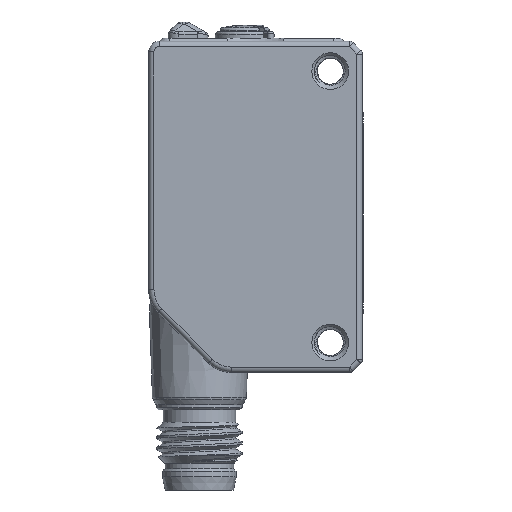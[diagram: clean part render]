
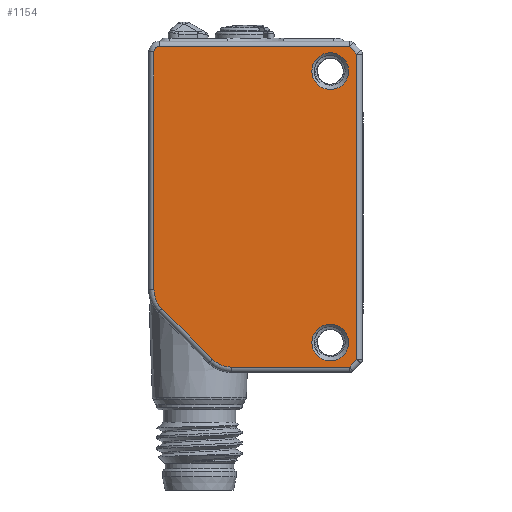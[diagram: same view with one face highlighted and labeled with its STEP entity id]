
A CAD part, left-side view. The second image highlights one B-rep face of the part: STEP entity #1154.
In plain terms, the highlighted planar face has unit normal (-1, 0, 0).
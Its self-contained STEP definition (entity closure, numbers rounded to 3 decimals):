
#411=FACE_BOUND('',#2834,.T.);
#412=FACE_BOUND('',#2835,.T.);
#413=FACE_BOUND('',#2836,.T.);
#656=PLANE('',#12589);
#1154=ADVANCED_FACE('',(#411,#412,#413),#656,.F.);
#2834=EDGE_LOOP('',(#6761,#6762,#6763,#6764,#6765,#6766,#6767,#6768,#6769,
#6770));
#2835=EDGE_LOOP('',(#6771));
#2836=EDGE_LOOP('',(#6772));
#3695=CIRCLE('',#12586,0.5);
#3696=CIRCLE('',#12587,1.72);
#3697=CIRCLE('',#12588,1.72);
#4312=LINE('',#19057,#5086);
#4313=LINE('',#19059,#5087);
#4314=LINE('',#19061,#5088);
#4316=LINE('',#19064,#5090);
#4317=LINE('',#19070,#5091);
#4372=LINE('',#19322,#5148);
#4373=LINE('',#19326,#5149);
#5086=VECTOR('',#14579,1.);
#5087=VECTOR('',#14582,1.);
#5088=VECTOR('',#14585,1.);
#5090=VECTOR('',#14589,1.);
#5091=VECTOR('',#14596,1.);
#5148=VECTOR('',#14771,1.);
#5149=VECTOR('',#14776,1.);
#6761=ORIENTED_EDGE('',*,*,#10694,.F.);
#6762=ORIENTED_EDGE('',*,*,#10689,.F.);
#6763=ORIENTED_EDGE('',*,*,#10687,.F.);
#6764=ORIENTED_EDGE('',*,*,#10686,.F.);
#6765=ORIENTED_EDGE('',*,*,#10685,.F.);
#6766=ORIENTED_EDGE('',*,*,#10777,.F.);
#6767=ORIENTED_EDGE('',*,*,#10778,.F.);
#6768=ORIENTED_EDGE('',*,*,#10779,.F.);
#6769=ORIENTED_EDGE('',*,*,#10780,.F.);
#6770=ORIENTED_EDGE('',*,*,#10692,.F.);
#6771=ORIENTED_EDGE('',*,*,#10781,.T.);
#6772=ORIENTED_EDGE('',*,*,#10782,.T.);
#9396=VERTEX_POINT('',#18852);
#9397=VERTEX_POINT('',#18856);
#9400=VERTEX_POINT('',#18863);
#9420=VERTEX_POINT('',#19052);
#9422=VERTEX_POINT('',#19065);
#9423=VERTEX_POINT('',#19069);
#9424=VERTEX_POINT('',#19071);
#9467=VERTEX_POINT('',#19321);
#9468=VERTEX_POINT('',#19325);
#9469=VERTEX_POINT('',#19327);
#9470=VERTEX_POINT('',#19345);
#9471=VERTEX_POINT('',#19347);
#10685=EDGE_CURVE('',#9420,#9396,#4312,.T.);
#10686=EDGE_CURVE('',#9396,#9397,#4313,.T.);
#10687=EDGE_CURVE('',#9397,#9400,#4314,.T.);
#10689=EDGE_CURVE('',#9400,#9422,#4316,.T.);
#10692=EDGE_CURVE('',#9423,#9424,#4317,.T.);
#10694=EDGE_CURVE('',#9422,#9423,#11903,.T.);
#10777=EDGE_CURVE('',#9467,#9420,#4372,.T.);
#10778=EDGE_CURVE('',#9468,#9467,#3695,.T.);
#10779=EDGE_CURVE('',#9469,#9468,#4373,.T.);
#10780=EDGE_CURVE('',#9424,#9469,#11914,.T.);
#10781=EDGE_CURVE('',#9470,#9470,#3696,.T.);
#10782=EDGE_CURVE('',#9471,#9471,#3697,.T.);
#11903=B_SPLINE_CURVE_WITH_KNOTS('',3,(#19074,#19075,#19076,#19077,#19078,
#19079,#19080,#19081,#19082,#19083,#19084,#19085,#19086,#19087,#19088,#19089),
 .UNSPECIFIED.,.F.,.F.,(4,2,2,2,2,2,2,4),(0.,0.125,0.25,
0.375,0.5,0.625,0.75,
1.),.UNSPECIFIED.);
#11914=B_SPLINE_CURVE_WITH_KNOTS('',3,(#19328,#19329,#19330,#19331,#19332,
#19333,#19334,#19335,#19336,#19337,#19338,#19339,#19340,#19341,#19342,#19343),
 .UNSPECIFIED.,.F.,.F.,(4,2,2,2,2,2,2,4),(0.,0.125,0.25,
0.375,0.5,0.625,0.75,1.),
 .UNSPECIFIED.);
#12586=AXIS2_PLACEMENT_3D('',#19324,#14774,#14775);
#12587=AXIS2_PLACEMENT_3D('',#19344,#14777,#14778);
#12588=AXIS2_PLACEMENT_3D('',#19346,#14779,#14780);
#12589=AXIS2_PLACEMENT_3D('',#19348,#14781,#14782);
#14579=DIRECTION('',(0.,-0.707,-0.707));
#14582=DIRECTION('',(0.,0.,-1.));
#14585=DIRECTION('',(0.,0.707,-0.707));
#14589=DIRECTION('',(0.,1.,0.));
#14596=DIRECTION('',(0.,0.707,0.707));
#14771=DIRECTION('',(0.,-1.,0.));
#14774=DIRECTION('',(1.,0.,0.));
#14775=DIRECTION('',(0.,1.,0.));
#14776=DIRECTION('',(0.,0.,1.));
#14777=DIRECTION('',(1.,0.,0.));
#14778=DIRECTION('',(0.,-1.,0.));
#14779=DIRECTION('',(1.,0.,0.));
#14780=DIRECTION('',(0.,-1.,0.));
#14781=DIRECTION('',(1.,0.,0.));
#14782=DIRECTION('',(0.,1.,0.));
#18852=CARTESIAN_POINT('',(10.451,-20.539,101.255));
#18856=CARTESIAN_POINT('',(10.451,-20.539,72.669));
#18863=CARTESIAN_POINT('',(10.451,-19.831,71.962));
#19052=CARTESIAN_POINT('',(10.451,-19.831,101.962));
#19057=CARTESIAN_POINT('',(10.451,-20.685,101.108));
#19059=CARTESIAN_POINT('',(10.451,-20.539,101.462));
#19061=CARTESIAN_POINT('',(10.451,-20.685,72.816));
#19064=CARTESIAN_POINT('',(10.451,-20.039,71.962));
#19065=CARTESIAN_POINT('',(10.451,-8.781,71.962));
#19069=CARTESIAN_POINT('',(10.451,-7.013,72.694));
#19070=CARTESIAN_POINT('',(10.451,-7.013,72.694));
#19071=CARTESIAN_POINT('',(10.451,-2.271,77.437));
#19074=CARTESIAN_POINT('',(10.451,-8.781,71.962));
#19075=CARTESIAN_POINT('',(10.451,-8.699,71.962));
#19076=CARTESIAN_POINT('',(10.451,-8.618,71.966));
#19077=CARTESIAN_POINT('',(10.451,-8.455,71.982));
#19078=CARTESIAN_POINT('',(10.451,-8.32,72.004));
#19079=CARTESIAN_POINT('',(10.451,-8.266,72.015));
#19080=CARTESIAN_POINT('',(10.451,-8.17,72.034));
#19081=CARTESIAN_POINT('',(10.451,-7.943,72.104));
#19082=CARTESIAN_POINT('',(10.451,-7.9,72.121));
#19083=CARTESIAN_POINT('',(10.451,-7.749,72.184));
#19084=CARTESIAN_POINT('',(10.451,-7.675,72.219));
#19085=CARTESIAN_POINT('',(10.451,-7.53,72.296));
#19086=CARTESIAN_POINT('',(10.451,-7.416,72.367));
#19087=CARTESIAN_POINT('',(10.451,-7.343,72.415));
#19088=CARTESIAN_POINT('',(10.451,-7.074,72.633));
#19089=CARTESIAN_POINT('',(10.451,-7.013,72.694));
#19321=CARTESIAN_POINT('',(10.451,-2.039,101.962));
#19322=CARTESIAN_POINT('',(10.451,-20.039,101.962));
#19324=CARTESIAN_POINT('',(10.451,-2.039,101.462));
#19325=CARTESIAN_POINT('',(10.451,-1.539,101.462));
#19326=CARTESIAN_POINT('',(10.451,-1.539,101.462));
#19327=CARTESIAN_POINT('',(10.451,-1.539,79.205));
#19328=CARTESIAN_POINT('',(10.451,-2.271,77.437));
#19329=CARTESIAN_POINT('',(10.451,-2.213,77.495));
#19330=CARTESIAN_POINT('',(10.451,-2.158,77.555));
#19331=CARTESIAN_POINT('',(10.451,-2.054,77.682));
#19332=CARTESIAN_POINT('',(10.451,-1.975,77.793));
#19333=CARTESIAN_POINT('',(10.451,-1.944,77.838));
#19334=CARTESIAN_POINT('',(10.451,-1.89,77.92));
#19335=CARTESIAN_POINT('',(10.451,-1.778,78.13));
#19336=CARTESIAN_POINT('',(10.451,-1.76,78.172));
#19337=CARTESIAN_POINT('',(10.451,-1.698,78.324));
#19338=CARTESIAN_POINT('',(10.451,-1.67,78.401));
#19339=CARTESIAN_POINT('',(10.451,-1.622,78.557));
#19340=CARTESIAN_POINT('',(10.451,-1.592,78.688));
#19341=CARTESIAN_POINT('',(10.451,-1.575,78.774));
#19342=CARTESIAN_POINT('',(10.451,-1.539,79.119));
#19343=CARTESIAN_POINT('',(10.451,-1.539,79.205));
#19344=CARTESIAN_POINT('',(10.451,-18.039,74.262));
#19345=CARTESIAN_POINT('',(10.451,-19.759,74.262));
#19346=CARTESIAN_POINT('',(10.451,-18.039,99.662));
#19347=CARTESIAN_POINT('',(10.451,-19.759,99.662));
#19348=CARTESIAN_POINT('',(10.451,-4.039,79.205));
